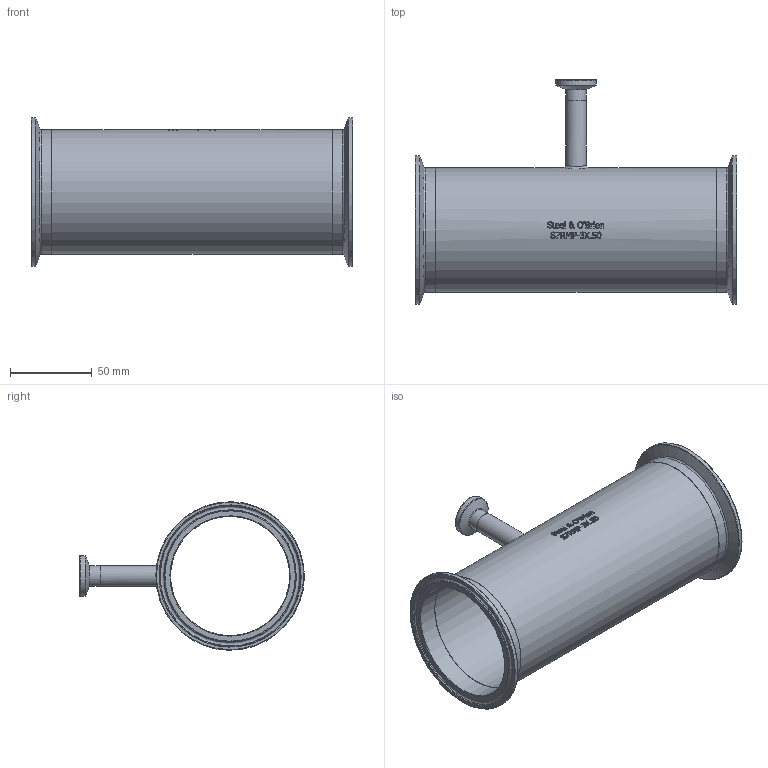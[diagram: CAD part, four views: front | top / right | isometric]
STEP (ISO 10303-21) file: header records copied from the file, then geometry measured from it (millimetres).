
FILE_DESCRIPTION(/* description */ (''),/* implementation_level */ '2;1');
FILE_NAME(/* name */ 'S7RMP-3X.50.stp',/* time_stamp */ '2018-11-29T16:25:37-05:00',/* author */ ('ken'),/* organization */ (''),/* preprocessor_version */ 'ST-DEVELOPER v15.2',/* originating_system */ 'Autodesk Inventor 2014',/* authorisation */ '');
FILE_SCHEMA (('AUTOMOTIVE_DESIGN { 1 0 10303 214 3 1 1 }'));
Length unit declared in the file: inch
Products named in the file (1): S7RMP-3X.50
Bounding box: 196.85 x 137.52 x 90.89 mm (x, y, z)
Volume: 94626.7 mm3; surface area: 105275.1 mm2
Topology: 1 solids, 1 shells, 447 faces, 1168 edges, 768 vertices
Faces by surface type: bspline 195, plane 170, cylinder 50, torus 24, cone 8
Full cylindrical faces by diameter (mm): 9.398 x2, 12.7 x2, 21.895 x1, 24.994 x1, 72.898 x3, 76.2 x3, 90.907 x2
Entity records: 17200 total; most frequent: CARTESIAN_POINT 7421, ORIENTED_EDGE 2234, DIRECTION 1456, EDGE_CURVE 1117, VERTEX_POINT 764, EDGE_LOOP 543, LINE 502, VECTOR 502
